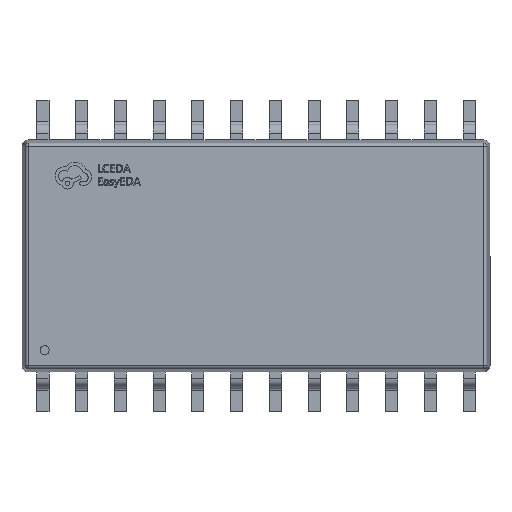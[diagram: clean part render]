
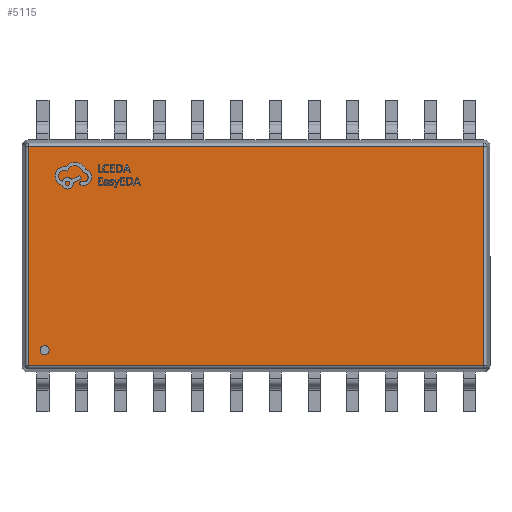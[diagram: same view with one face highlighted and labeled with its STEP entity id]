
A CAD part, top view. The second image highlights one B-rep face of the part: STEP entity #5115.
In plain terms, the highlighted planar face has unit normal (0, 0, 1).
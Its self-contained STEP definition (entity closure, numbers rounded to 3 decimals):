
#1958 = DIRECTION ( 'NONE',  ( 1., 0., 0. ) ) ;
#2281 = DIRECTION ( 'NONE',  ( -1., 0., 0. ) ) ;
#2426 = FACE_BOUND ( 'NONE', #14533, .T. ) ;
#2694 = EDGE_LOOP ( 'NONE', ( #12348, #14009, #30793, #6499 ) ) ;
#2762 = VECTOR ( 'NONE', #27106, 1000. ) ;
#2770 = VECTOR ( 'NONE', #17712, 1000. ) ;
#3053 = DIRECTION ( 'NONE',  ( 1., 0., 0. ) ) ;
#3214 = DIRECTION ( 'NONE',  ( 0., 0., 1. ) ) ;
#4476 = VECTOR ( 'NONE', #2281, 1000. ) ;
#5115 = ADVANCED_FACE ( 'NONE', ( #21433, #2426 ), #22069, .T. ) ;
#5507 = DIRECTION ( 'NONE',  ( 1., 0., 0. ) ) ;
#5581 = VERTEX_POINT ( 'NONE', #13146 ) ;
#5622 = AXIS2_PLACEMENT_3D ( 'NONE', #10292, #3214, #3053 ) ;
#5972 = VECTOR ( 'NONE', #12713, 1000. ) ;
#6397 = EDGE_CURVE ( 'NONE', #26228, #5581, #25549, .T. ) ;
#6499 = ORIENTED_EDGE ( 'NONE', *, *, #28671, .T. ) ;
#6945 = CARTESIAN_POINT ( 'NONE',  ( -7.47, 3.595, 1.425 ) ) ;
#7401 = CARTESIAN_POINT ( 'NONE',  ( -7.47, -3.6, 1.425 ) ) ;
#7765 = EDGE_CURVE ( 'NONE', #5581, #18582, #29203, .T. ) ;
#9551 = CARTESIAN_POINT ( 'NONE',  ( 7.47, -3.595, 1.425 ) ) ;
#10292 = CARTESIAN_POINT ( 'NONE',  ( -6.928, -3.09, 1.425 ) ) ;
#10912 = CARTESIAN_POINT ( 'NONE',  ( 7.465, 3.6, 1.425 ) ) ;
#12263 = CARTESIAN_POINT ( 'NONE',  ( -7.465, -3.595, 1.425 ) ) ;
#12280 = EDGE_CURVE ( 'NONE', #17252, #14222, #12831, .T. ) ;
#12348 = ORIENTED_EDGE ( 'NONE', *, *, #6397, .T. ) ;
#12713 = DIRECTION ( 'NONE',  ( 0., 1., 0. ) ) ;
#12743 = LINE ( 'NONE', #20125, #2770 ) ;
#12831 = CIRCLE ( 'NONE', #5622, 0.15 ) ;
#12861 = EDGE_CURVE ( 'NONE', #18582, #20980, #12743, .T. ) ;
#13146 = CARTESIAN_POINT ( 'NONE',  ( 7.465, 3.595, 1.425 ) ) ;
#14009 = ORIENTED_EDGE ( 'NONE', *, *, #7765, .T. ) ;
#14222 = VERTEX_POINT ( 'NONE', #27754 ) ;
#14533 = EDGE_LOOP ( 'NONE', ( #18845, #29077 ) ) ;
#15010 = LINE ( 'NONE', #9551, #2762 ) ;
#15796 = CARTESIAN_POINT ( 'NONE',  ( -6.928, -3.09, 1.425 ) ) ;
#17059 = DIRECTION ( 'NONE',  ( 0., 0., 1. ) ) ;
#17252 = VERTEX_POINT ( 'NONE', #31773 ) ;
#17712 = DIRECTION ( 'NONE',  ( 0., -1., 0. ) ) ;
#18582 = VERTEX_POINT ( 'NONE', #21475 ) ;
#18845 = ORIENTED_EDGE ( 'NONE', *, *, #12280, .F. ) ;
#20125 = CARTESIAN_POINT ( 'NONE',  ( -7.465, -3.6, 1.425 ) ) ;
#20543 = CIRCLE ( 'NONE', #22113, 0.15 ) ;
#20716 = EDGE_CURVE ( 'NONE', #14222, #17252, #20543, .T. ) ;
#20980 = VERTEX_POINT ( 'NONE', #12263 ) ;
#21433 = FACE_OUTER_BOUND ( 'NONE', #2694, .T. ) ;
#21475 = CARTESIAN_POINT ( 'NONE',  ( -7.465, 3.595, 1.425 ) ) ;
#22069 = PLANE ( 'NONE',  #23587 ) ;
#22113 = AXIS2_PLACEMENT_3D ( 'NONE', #15796, #27891, #5507 ) ;
#23587 = AXIS2_PLACEMENT_3D ( 'NONE', #7401, #17059, #1958 ) ;
#25549 = LINE ( 'NONE', #10912, #5972 ) ;
#25615 = CARTESIAN_POINT ( 'NONE',  ( 7.465, -3.595, 1.425 ) ) ;
#26228 = VERTEX_POINT ( 'NONE', #25615 ) ;
#27106 = DIRECTION ( 'NONE',  ( 1., 0., 0. ) ) ;
#27754 = CARTESIAN_POINT ( 'NONE',  ( -7.078, -3.09, 1.425 ) ) ;
#27891 = DIRECTION ( 'NONE',  ( 0., 0., 1. ) ) ;
#28671 = EDGE_CURVE ( 'NONE', #20980, #26228, #15010, .T. ) ;
#29077 = ORIENTED_EDGE ( 'NONE', *, *, #20716, .F. ) ;
#29203 = LINE ( 'NONE', #6945, #4476 ) ;
#30793 = ORIENTED_EDGE ( 'NONE', *, *, #12861, .T. ) ;
#31773 = CARTESIAN_POINT ( 'NONE',  ( -6.778, -3.09, 1.425 ) ) ;
